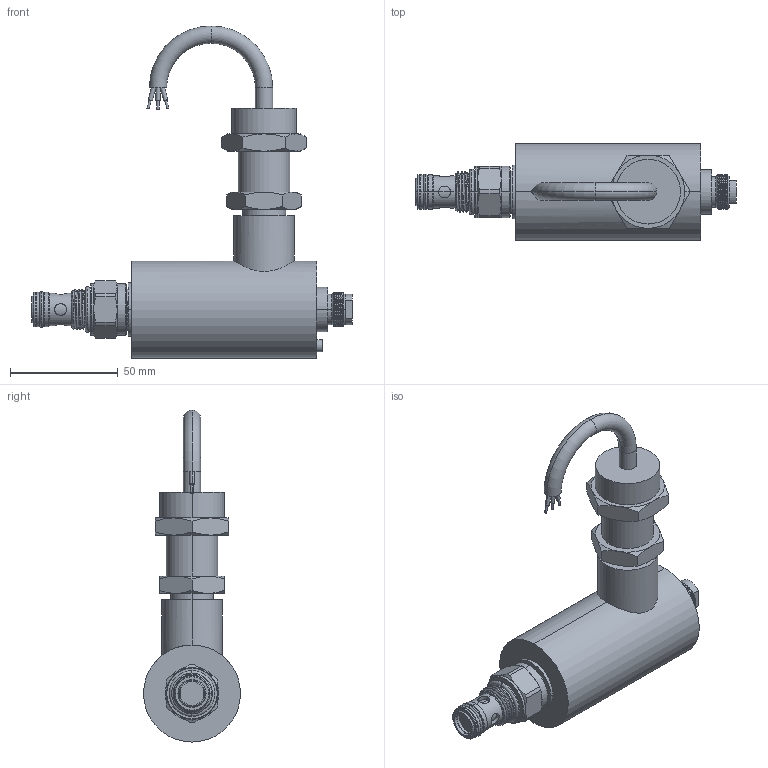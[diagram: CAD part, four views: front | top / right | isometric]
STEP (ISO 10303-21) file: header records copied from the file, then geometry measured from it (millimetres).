
FILE_DESCRIPTION (( 'STEP AP203' ), '1' );
FILE_NAME ('EP19E2E05N.STEP', '2023-11-08T08:12:44', ( '' ), ( '' ), 'SwSTEP 2.0', 'SolidWorks 2018', '' );
FILE_SCHEMA (( 'CONFIG_CONTROL_DESIGN' ));
Length unit declared in the file: millimetre
Products named in the file (1): EP19E2E05N
Bounding box: 148.9 x 45 x 154.07 mm (x, y, z)
Volume: 204693.1 mm3; surface area: 31803.9 mm2
Topology: 3 solids, 3 shells, 253 faces, 568 edges, 349 vertices
Faces by surface type: cylinder 96, cone 68, plane 58, torus 22, bspline 9
Entity records: 13037 total; most frequent: CARTESIAN_POINT 7543, ORIENTED_EDGE 1136, DIRECTION 1127, EDGE_CURVE 568, AXIS2_PLACEMENT_3D 488, VERTEX_POINT 349, EDGE_LOOP 285, ADVANCED_FACE 253
